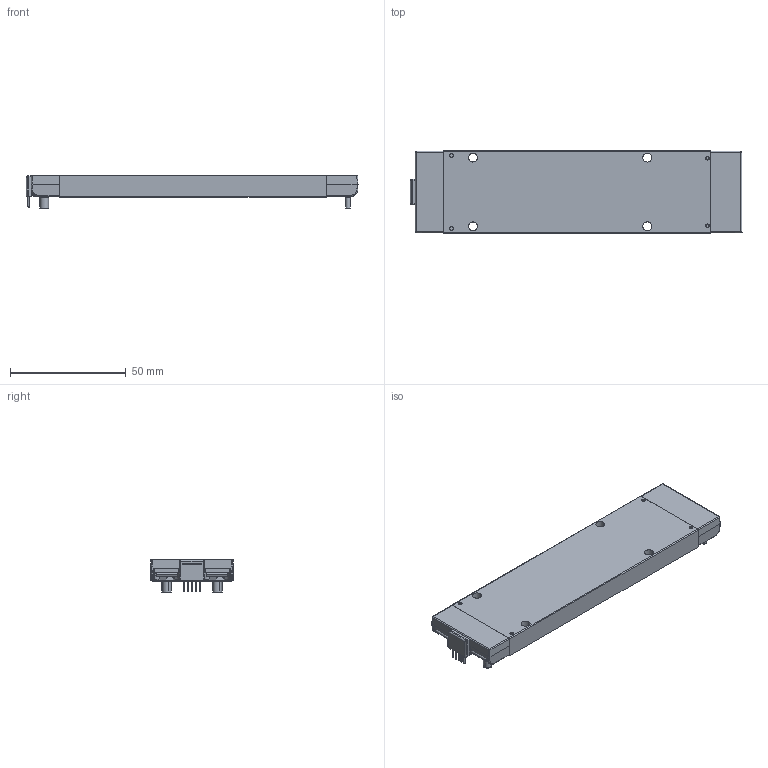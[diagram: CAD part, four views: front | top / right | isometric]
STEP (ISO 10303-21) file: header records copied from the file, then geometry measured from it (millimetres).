
FILE_DESCRIPTION (( 'STEP AP214' ), '1' );
FILE_NAME ('5614_VIA_longpin_w_comm.STEP', '2020-12-08T20:38:32', ( '' ), ( '' ), 'SwSTEP 2.0', 'SolidWorks 2017', '' );
FILE_SCHEMA (( 'AUTOMOTIVE_DESIGN' ));
Length unit declared in the file: millimetre
Products named in the file (1): 5614_VIA_longpin_w_comm
Bounding box: 143.57 x 35.54 x 14.65 mm (x, y, z)
Volume: 49033.3 mm3; surface area: 29261.7 mm2
Topology: 33 solids, 35 shells, 1902 faces, 4898 edges, 3154 vertices
Faces by surface type: plane 749, cylinder 704, cone 338, bspline 111
Entity records: 92959 total; most frequent: CARTESIAN_POINT 26916, ORIENTED_EDGE 9796, DIRECTION 8898, EDGE_CURVE 4898, AXIS2_PLACEMENT_3D 3180, VERTEX_POINT 3154, LINE 2538, VECTOR 2538
